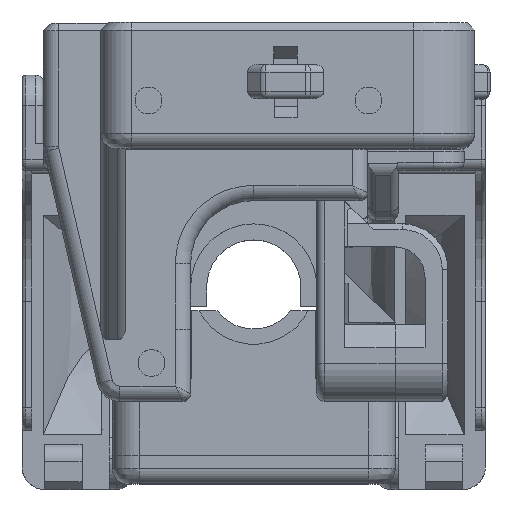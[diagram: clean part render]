
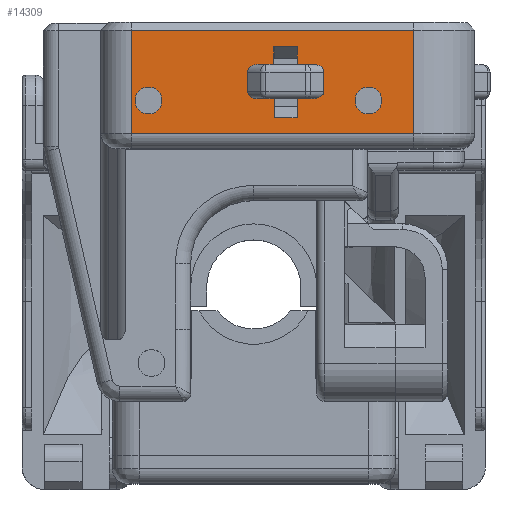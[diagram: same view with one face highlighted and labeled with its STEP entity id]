
A CAD part, top view. The second image highlights one B-rep face of the part: STEP entity #14309.
In plain terms, the highlighted planar face has unit normal (0, 0, 1).
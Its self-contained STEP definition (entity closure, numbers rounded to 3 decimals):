
#298=ELLIPSE('',#15725,1.414,1.);
#299=ELLIPSE('',#15726,1.414,1.);
#300=ELLIPSE('',#15727,1.414,1.);
#301=ELLIPSE('',#15728,1.414,1.);
#756=FACE_BOUND('',#3025,.T.);
#757=FACE_BOUND('',#3026,.T.);
#758=FACE_BOUND('',#3027,.T.);
#1279=CIRCLE('',#15729,1.75);
#1280=CIRCLE('',#15730,1.75);
#2075=FACE_OUTER_BOUND('',#3024,.T.);
#3024=EDGE_LOOP('',(#12455,#12456,#12457,#12458));
#3025=EDGE_LOOP('',(#12459,#12460,#12461,#12462,#12463,#12464,#12465,#12466,
#12467,#12468,#12469,#12470,#12471,#12472,#12473,#12474,#12475));
#3026=EDGE_LOOP('',(#12476));
#3027=EDGE_LOOP('',(#12477));
#4237=LINE('',#25272,#5515);
#4240=LINE('',#25277,#5518);
#4242=LINE('',#25282,#5520);
#4244=LINE('',#25285,#5522);
#4249=LINE('',#25298,#5527);
#4250=LINE('',#25300,#5528);
#4251=LINE('',#25302,#5529);
#4252=LINE('',#25303,#5530);
#4253=LINE('',#25305,#5531);
#4254=LINE('',#25309,#5532);
#4255=LINE('',#25312,#5533);
#4256=LINE('',#25314,#5534);
#4257=LINE('',#25316,#5535);
#4258=LINE('',#25318,#5536);
#4259=LINE('',#25322,#5537);
#4260=LINE('',#25326,#5538);
#4261=LINE('',#25327,#5539);
#5515=VECTOR('',#19485,10.);
#5518=VECTOR('',#19490,10.);
#5520=VECTOR('',#19494,10.);
#5522=VECTOR('',#19496,10.);
#5527=VECTOR('',#19505,10.);
#5528=VECTOR('',#19506,10.);
#5529=VECTOR('',#19507,10.);
#5530=VECTOR('',#19508,10.);
#5531=VECTOR('',#19509,10.);
#5532=VECTOR('',#19512,10.);
#5533=VECTOR('',#19515,10.);
#5534=VECTOR('',#19516,10.);
#5535=VECTOR('',#19517,10.);
#5536=VECTOR('',#19518,10.);
#5537=VECTOR('',#19521,10.);
#5538=VECTOR('',#19524,10.);
#5539=VECTOR('',#19525,10.);
#6834=VERTEX_POINT('',#25269);
#6835=VERTEX_POINT('',#25271);
#6836=VERTEX_POINT('',#25275);
#6837=VERTEX_POINT('',#25279);
#6838=VERTEX_POINT('',#25281);
#6839=VERTEX_POINT('',#25283);
#6844=VERTEX_POINT('',#25296);
#6845=VERTEX_POINT('',#25297);
#6846=VERTEX_POINT('',#25299);
#6847=VERTEX_POINT('',#25301);
#6848=VERTEX_POINT('',#25304);
#6849=VERTEX_POINT('',#25306);
#6850=VERTEX_POINT('',#25308);
#6851=VERTEX_POINT('',#25310);
#6852=VERTEX_POINT('',#25313);
#6853=VERTEX_POINT('',#25315);
#6854=VERTEX_POINT('',#25317);
#6855=VERTEX_POINT('',#25319);
#6856=VERTEX_POINT('',#25321);
#6857=VERTEX_POINT('',#25323);
#6858=VERTEX_POINT('',#25325);
#6859=VERTEX_POINT('',#25328);
#6860=VERTEX_POINT('',#25330);
#8727=EDGE_CURVE('',#6835,#6834,#4237,.T.);
#8730=EDGE_CURVE('',#6834,#6836,#4240,.T.);
#8732=EDGE_CURVE('',#6838,#6837,#4242,.T.);
#8734=EDGE_CURVE('',#6836,#6839,#4244,.T.);
#8739=EDGE_CURVE('',#6844,#6845,#4249,.T.);
#8740=EDGE_CURVE('',#6846,#6844,#4250,.T.);
#8741=EDGE_CURVE('',#6847,#6846,#4251,.T.);
#8742=EDGE_CURVE('',#6845,#6847,#4252,.T.);
#8743=EDGE_CURVE('',#6839,#6848,#4253,.T.);
#8744=EDGE_CURVE('',#6848,#6849,#298,.T.);
#8745=EDGE_CURVE('',#6849,#6850,#4254,.T.);
#8746=EDGE_CURVE('',#6850,#6851,#299,.T.);
#8747=EDGE_CURVE('',#6851,#6838,#4255,.T.);
#8748=EDGE_CURVE('',#6837,#6852,#4256,.T.);
#8749=EDGE_CURVE('',#6852,#6853,#4257,.T.);
#8750=EDGE_CURVE('',#6853,#6854,#4258,.T.);
#8751=EDGE_CURVE('',#6854,#6855,#300,.T.);
#8752=EDGE_CURVE('',#6855,#6856,#4259,.T.);
#8753=EDGE_CURVE('',#6856,#6857,#301,.T.);
#8754=EDGE_CURVE('',#6858,#6857,#4260,.T.);
#8755=EDGE_CURVE('',#6858,#6835,#4261,.T.);
#8756=EDGE_CURVE('',#6859,#6859,#1279,.T.);
#8757=EDGE_CURVE('',#6860,#6860,#1280,.T.);
#12455=ORIENTED_EDGE('',*,*,#8739,.F.);
#12456=ORIENTED_EDGE('',*,*,#8740,.F.);
#12457=ORIENTED_EDGE('',*,*,#8741,.F.);
#12458=ORIENTED_EDGE('',*,*,#8742,.F.);
#12459=ORIENTED_EDGE('',*,*,#8730,.T.);
#12460=ORIENTED_EDGE('',*,*,#8734,.T.);
#12461=ORIENTED_EDGE('',*,*,#8743,.T.);
#12462=ORIENTED_EDGE('',*,*,#8744,.T.);
#12463=ORIENTED_EDGE('',*,*,#8745,.T.);
#12464=ORIENTED_EDGE('',*,*,#8746,.T.);
#12465=ORIENTED_EDGE('',*,*,#8747,.T.);
#12466=ORIENTED_EDGE('',*,*,#8732,.T.);
#12467=ORIENTED_EDGE('',*,*,#8748,.T.);
#12468=ORIENTED_EDGE('',*,*,#8749,.T.);
#12469=ORIENTED_EDGE('',*,*,#8750,.T.);
#12470=ORIENTED_EDGE('',*,*,#8751,.T.);
#12471=ORIENTED_EDGE('',*,*,#8752,.T.);
#12472=ORIENTED_EDGE('',*,*,#8753,.T.);
#12473=ORIENTED_EDGE('',*,*,#8754,.F.);
#12474=ORIENTED_EDGE('',*,*,#8755,.T.);
#12475=ORIENTED_EDGE('',*,*,#8727,.T.);
#12476=ORIENTED_EDGE('',*,*,#8756,.T.);
#12477=ORIENTED_EDGE('',*,*,#8757,.T.);
#13541=PLANE('',#15724);
#14309=ADVANCED_FACE('',(#2075,#756,#757,#758),#13541,.T.);
#15724=AXIS2_PLACEMENT_3D('',#25295,#19503,#19504);
#15725=AXIS2_PLACEMENT_3D('',#25307,#19510,#19511);
#15726=AXIS2_PLACEMENT_3D('',#25311,#19513,#19514);
#15727=AXIS2_PLACEMENT_3D('',#25320,#19519,#19520);
#15728=AXIS2_PLACEMENT_3D('',#25324,#19522,#19523);
#15729=AXIS2_PLACEMENT_3D('',#25329,#19526,#19527);
#15730=AXIS2_PLACEMENT_3D('',#25331,#19528,#19529);
#19485=DIRECTION('',(1.,0.,0.));
#19490=DIRECTION('',(1.,0.007,0.));
#19494=DIRECTION('',(0.,-1.,0.));
#19496=DIRECTION('',(0.,-1.,0.));
#19503=DIRECTION('center_axis',(0.,0.,
1.));
#19504=DIRECTION('ref_axis',(0.,-1.,0.));
#19505=DIRECTION('',(1.,0.,0.));
#19506=DIRECTION('',(0.,1.,0.));
#19507=DIRECTION('',(-1.,0.,0.));
#19508=DIRECTION('',(0.,-1.,0.));
#19509=DIRECTION('',(1.,0.,0.));
#19510=DIRECTION('center_axis',(0.,0.,
-1.));
#19511=DIRECTION('ref_axis',(1.,0.,0.));
#19512=DIRECTION('',(0.,-1.,0.));
#19513=DIRECTION('center_axis',(0.,0.,
-1.));
#19514=DIRECTION('ref_axis',(1.,0.,0.));
#19515=DIRECTION('',(-1.,0.,0.));
#19516=DIRECTION('',(-1.,0.,0.));
#19517=DIRECTION('',(-0.007,1.,0.));
#19518=DIRECTION('',(-1.,0.,0.));
#19519=DIRECTION('center_axis',(0.,0.,
-1.));
#19520=DIRECTION('ref_axis',(-1.,0.,0.));
#19521=DIRECTION('',(0.,1.,0.));
#19522=DIRECTION('center_axis',(0.,0.,
-1.));
#19523=DIRECTION('ref_axis',(-1.,0.,0.));
#19524=DIRECTION('',(-1.,0.,0.));
#19525=DIRECTION('',(-0.007,1.,0.));
#19526=DIRECTION('center_axis',(0.,0.,
-1.));
#19527=DIRECTION('ref_axis',(-1.,0.,0.));
#19528=DIRECTION('center_axis',(0.,0.,
-1.));
#19529=DIRECTION('ref_axis',(-1.,0.,0.));
#25269=CARTESIAN_POINT('',(-9.832,18.32,420.077));
#25271=CARTESIAN_POINT('',(-9.88,18.32,420.077));
#25272=CARTESIAN_POINT('',(-23.065,18.32,420.077));
#25275=CARTESIAN_POINT('',(-6.815,18.341,420.077));
#25277=CARTESIAN_POINT('',(-23.108,18.226,420.077));
#25279=CARTESIAN_POINT('',(-6.815,9.018,420.077));
#25281=CARTESIAN_POINT('',(-6.815,11.518,420.077));
#25282=CARTESIAN_POINT('',(-6.815,12.018,420.077));
#25283=CARTESIAN_POINT('',(-6.815,16.018,420.077));
#25285=CARTESIAN_POINT('',(-6.815,12.018,420.077));
#25295=CARTESIAN_POINT('Origin',(-36.297,12.518,420.077));
#25296=CARTESIAN_POINT('',(-28.493,20.504,420.077));
#25297=CARTESIAN_POINT('',(8.399,20.504,420.077));
#25298=CARTESIAN_POINT('',(-22.248,20.504,420.077));
#25299=CARTESIAN_POINT('',(-28.493,7.018,420.077));
#25300=CARTESIAN_POINT('',(-28.493,10.268,420.077));
#25301=CARTESIAN_POINT('',(8.399,7.018,420.077));
#25302=CARTESIAN_POINT('',(-32.797,7.018,420.077));
#25303=CARTESIAN_POINT('',(8.399,-1.037,420.077));
#25304=CARTESIAN_POINT('',(-4.731,16.018,420.077));
#25305=CARTESIAN_POINT('',(-19.806,16.018,420.077));
#25306=CARTESIAN_POINT('',(-3.316,15.018,420.077));
#25307=CARTESIAN_POINT('Origin',(-4.731,15.018,420.077));
#25308=CARTESIAN_POINT('',(-3.316,12.518,420.077));
#25309=CARTESIAN_POINT('',(-3.316,12.581,420.077));
#25310=CARTESIAN_POINT('',(-4.731,11.518,420.077));
#25311=CARTESIAN_POINT('Origin',(-4.731,12.518,420.077));
#25312=CARTESIAN_POINT('',(-24.806,11.518,420.077));
#25313=CARTESIAN_POINT('',(-9.815,9.018,420.077));
#25314=CARTESIAN_POINT('',(-21.556,9.018,420.077));
#25315=CARTESIAN_POINT('',(-9.832,11.518,420.077));
#25316=CARTESIAN_POINT('',(-9.823,10.268,420.077));
#25317=CARTESIAN_POINT('',(-11.898,11.518,420.077));
#25318=CARTESIAN_POINT('',(-24.806,11.518,420.077));
#25319=CARTESIAN_POINT('',(-13.313,12.518,420.077));
#25320=CARTESIAN_POINT('Origin',(-11.898,12.518,420.077));
#25321=CARTESIAN_POINT('',(-13.313,15.018,420.077));
#25322=CARTESIAN_POINT('',(-13.313,13.706,420.077));
#25323=CARTESIAN_POINT('',(-11.898,16.018,420.077));
#25324=CARTESIAN_POINT('Origin',(-11.898,15.018,420.077));
#25325=CARTESIAN_POINT('',(-9.864,16.018,420.077));
#25326=CARTESIAN_POINT('',(-8.323,16.018,420.077));
#25327=CARTESIAN_POINT('',(-9.856,14.937,420.077));
#25328=CARTESIAN_POINT('',(4.25,11.294,420.077));
#25329=CARTESIAN_POINT('Origin',(2.5,11.294,420.077));
#25330=CARTESIAN_POINT('',(-24.5,11.294,420.077));
#25331=CARTESIAN_POINT('Origin',(-26.25,11.294,420.077));
